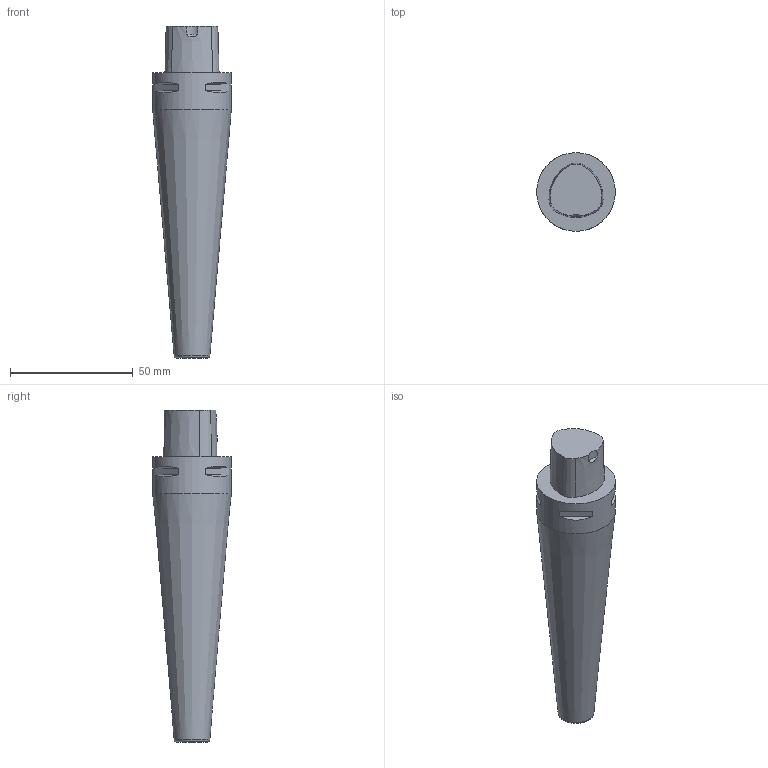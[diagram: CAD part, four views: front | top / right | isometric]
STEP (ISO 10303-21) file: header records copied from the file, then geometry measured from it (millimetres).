
FILE_DESCRIPTION(/* description */ (''),/* implementation_level */ '2;1');
FILE_NAME(/* name */ '1491889401407.stp',/* time_stamp */ '2017-04-11T07:43:27+02:00',/* author */ (''),/* organization */ ('SMS'),/* preprocessor_version */ 'ST-DEVELOPER v15',/* originating_system */ 'SIEMENS PLM Software NX 8.5',/* authorisation */ '');
FILE_SCHEMA (('AUTOMOTIVE_DESIGN { 1 0 10303 214 3 1 1 1 }'));
Length unit declared in the file: millimetre
Products named in the file (1): 201032668MOD000_01
Bounding box: 32 x 32 x 135 mm (x, y, z)
Volume: 63470.9 mm3; surface area: 11162.1 mm2
Topology: 1 solids, 1 shells, 26 faces, 55 edges, 36 vertices
Faces by surface type: plane 15, cone 8, cylinder 2, torus 1
Full cylindrical faces by diameter (mm): 32 x1
Entity records: 760 total; most frequent: DIRECTION 140, CARTESIAN_POINT 133, ORIENTED_EDGE 104, AXIS2_PLACEMENT_3D 59, EDGE_CURVE 52, VERTEX_POINT 36, EDGE_LOOP 34, ADVANCED_FACE 26
